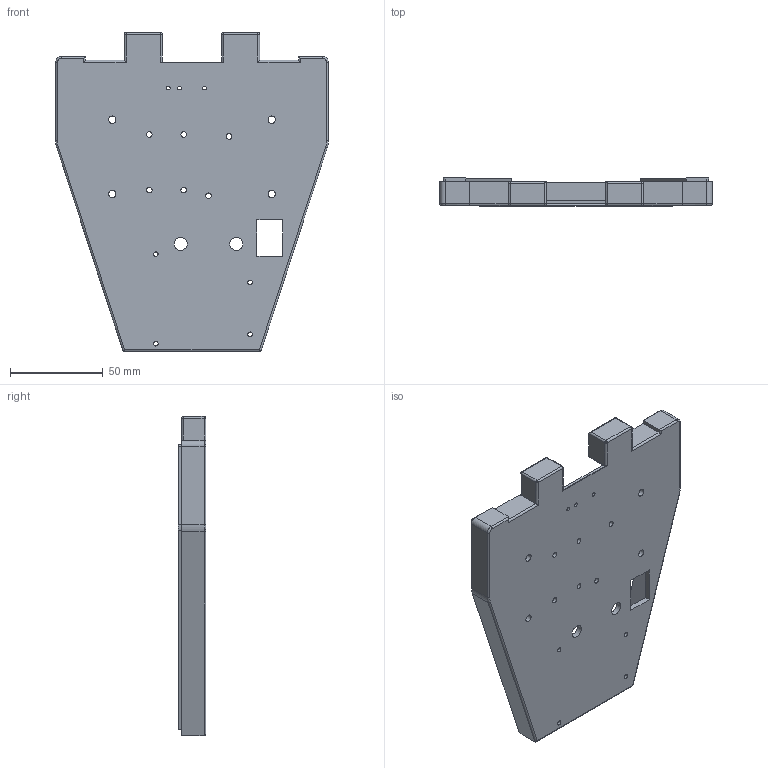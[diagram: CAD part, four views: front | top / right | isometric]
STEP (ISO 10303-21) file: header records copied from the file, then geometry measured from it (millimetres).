
FILE_DESCRIPTION(/* description */ (''),/* implementation_level */ '2;1');
FILE_NAME(/* name */ 'Blitzer_Dust_Shield v11.step',/* time_stamp */ '2025-04-30T17:52:29+02:00',/* author */ (''),/* organization */ (''),/* preprocessor_version */ 'ST-DEVELOPER v20.1',/* originating_system */ 'Autodesk Translation Framework v14.4.0.0',/* authorisation */ '');
FILE_SCHEMA (('AUTOMOTIVE_DESIGN { 1 0 10303 214 3 1 1 }'));
Length unit declared in the file: millimetre
Products named in the file (1): Blitzer_Dust_Shield
Bounding box: 147 x 15 x 172 mm (x, y, z)
Volume: 73596.7 mm3; surface area: 53492.2 mm2
Topology: 1 solids, 1 shells, 124 faces, 327 edges, 204 vertices
Faces by surface type: plane 57, cylinder 57, sphere 6, torus 4
Full cylindrical faces by diameter (mm): 2 x3, 2.5 x4, 3 x6, 4 x4, 7 x2
Entity records: 3950 total; most frequent: CARTESIAN_POINT 700, DIRECTION 679, ORIENTED_EDGE 654, EDGE_CURVE 327, AXIS2_PLACEMENT_3D 231, LINE 217, VECTOR 217, VERTEX_POINT 204
